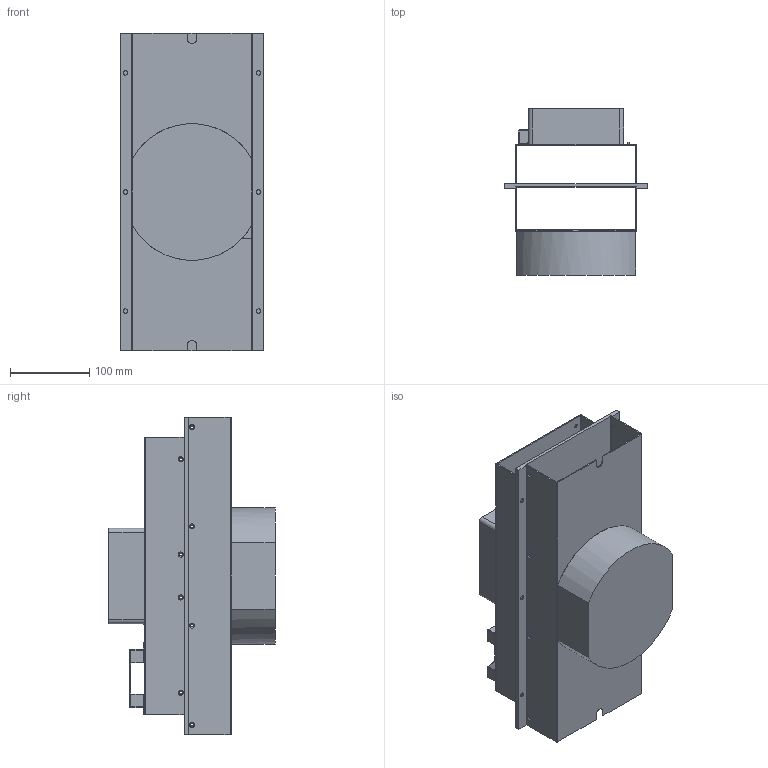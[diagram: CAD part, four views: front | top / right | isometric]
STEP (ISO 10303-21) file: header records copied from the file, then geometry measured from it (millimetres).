
FILE_DESCRIPTION((''),'2;1');
FILE_NAME('HET200PB_MODULE_ALL_01','2020-10-19T',('KCL'),(''),'CREO PARAMETRIC BY PTC INC, 2015290','CREO PARAMETRIC BY PTC INC, 2015290','');
FILE_SCHEMA(('CONFIG_CONTROL_DESIGN'));
Length unit declared in the file: millimetre
Products named in the file (1): HET200PB_MODULE_ALL_01
Bounding box: 180 x 209.72 x 400 mm (x, y, z)
Volume: 2420317.5 mm3; surface area: 609262.9 mm2
Topology: 1 solids, 1 shells, 294 faces, 828 edges, 541 vertices
Faces by surface type: plane 139, cylinder 120, cone 32, bspline 3
Entity records: 9861 total; most frequent: CARTESIAN_POINT 1770, DIRECTION 1725, ORIENTED_EDGE 1656, EDGE_CURVE 828, AXIS2_PLACEMENT_3D 612, VERTEX_POINT 541, VECTOR 501, LINE 501
